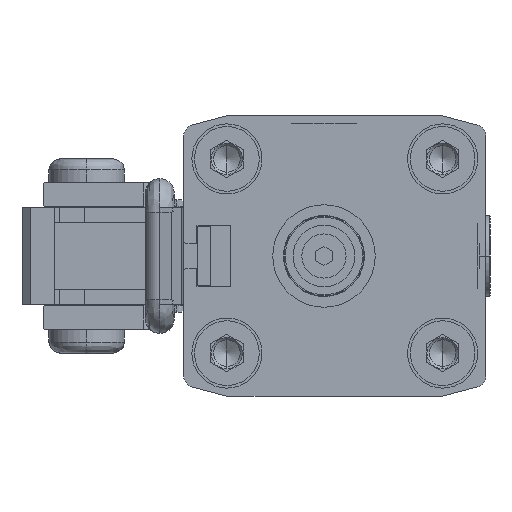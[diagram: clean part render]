
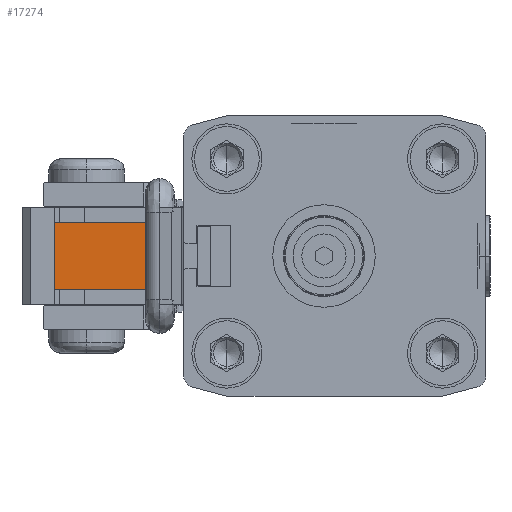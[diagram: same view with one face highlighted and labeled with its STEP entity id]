
A CAD part, left-side view. The second image highlights one B-rep face of the part: STEP entity #17274.
In plain terms, the highlighted planar face has unit normal (-1, 0.018, 0).
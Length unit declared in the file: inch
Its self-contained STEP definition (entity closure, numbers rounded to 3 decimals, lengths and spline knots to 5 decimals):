
#294 = VECTOR ( 'NONE', #13350, 39.37008 ) ;
#688 = EDGE_CURVE ( 'NONE', #13414, #20671, #3237, .T. ) ;
#971 = VECTOR ( 'NONE', #10223, 39.37008 ) ;
#2263 = ORIENTED_EDGE ( 'NONE', *, *, #688, .F. ) ;
#3237 = LINE ( 'NONE', #22787, #22996 ) ;
#3683 = EDGE_CURVE ( 'NONE', #20671, #19325, #15845, .T. ) ;
#4425 = CARTESIAN_POINT ( 'NONE',  ( -2.93937, 1.87008, -0.24803 ) ) ;
#8744 = AXIS2_PLACEMENT_3D ( 'NONE', #14995, #17302, #13078 ) ;
#9113 = FACE_OUTER_BOUND ( 'NONE', #15287, .T. ) ;
#9837 = EDGE_CURVE ( 'NONE', #13414, #24201, #19112, .T. ) ;
#10223 = DIRECTION ( 'NONE',  ( -0.017, -1., 0. ) ) ;
#12143 = CARTESIAN_POINT ( 'NONE',  ( -2.93937, 1.87008, 0.24803 ) ) ;
#13078 = DIRECTION ( 'NONE',  ( 0.017, 1., 0. ) ) ;
#13350 = DIRECTION ( 'NONE',  ( -0.017, -1., 0. ) ) ;
#13414 = VERTEX_POINT ( 'NONE', #4425 ) ;
#13968 = ORIENTED_EDGE ( 'NONE', *, *, #13989, .T. ) ;
#13989 = EDGE_CURVE ( 'NONE', #24201, #19325, #18568, .T. ) ;
#14175 = ORIENTED_EDGE ( 'NONE', *, *, #3683, .F. ) ;
#14430 = CARTESIAN_POINT ( 'NONE',  ( -2.95277, 1.10244, -0.24803 ) ) ;
#14995 = CARTESIAN_POINT ( 'NONE',  ( -2.93937, 1.87008, 0.35433 ) ) ;
#15061 = CARTESIAN_POINT ( 'NONE',  ( -2.95277, 1.10244, 0.24803 ) ) ;
#15110 = DIRECTION ( 'NONE',  ( 0., 0., 1. ) ) ;
#15263 = CARTESIAN_POINT ( 'NONE',  ( -2.93937, 1.87008, -0.24803 ) ) ;
#15287 = EDGE_LOOP ( 'NONE', ( #21239, #13968, #14175, #2263 ) ) ;
#15845 = LINE ( 'NONE', #12143, #971 ) ;
#17274 = ADVANCED_FACE ( 'NONE', ( #9113 ), #24721, .F. ) ;
#17302 = DIRECTION ( 'NONE',  ( 1., -0.017, 0. ) ) ;
#18568 = LINE ( 'NONE', #24694, #23452 ) ;
#19112 = LINE ( 'NONE', #15263, #294 ) ;
#19325 = VERTEX_POINT ( 'NONE', #15061 ) ;
#20671 = VERTEX_POINT ( 'NONE', #21468 ) ;
#21239 = ORIENTED_EDGE ( 'NONE', *, *, #9837, .T. ) ;
#21468 = CARTESIAN_POINT ( 'NONE',  ( -2.93937, 1.87008, 0.24803 ) ) ;
#22772 = DIRECTION ( 'NONE',  ( 0., 0., 1. ) ) ;
#22787 = CARTESIAN_POINT ( 'NONE',  ( -2.93937, 1.87008, 0.35433 ) ) ;
#22996 = VECTOR ( 'NONE', #15110, 39.37008 ) ;
#23452 = VECTOR ( 'NONE', #22772, 39.37008 ) ;
#24201 = VERTEX_POINT ( 'NONE', #14430 ) ;
#24694 = CARTESIAN_POINT ( 'NONE',  ( -2.95277, 1.10244, 0.35433 ) ) ;
#24721 = PLANE ( 'NONE',  #8744 ) ;
